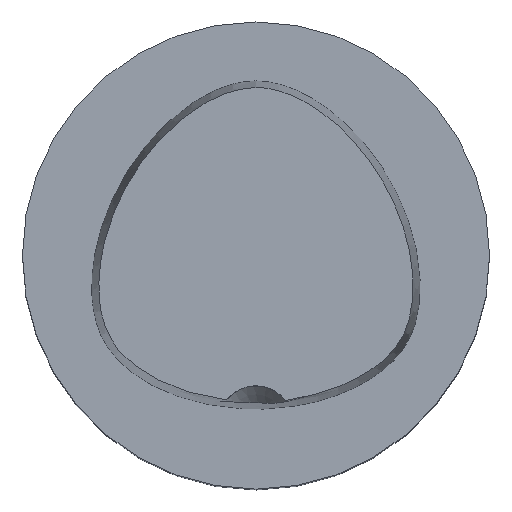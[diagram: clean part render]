
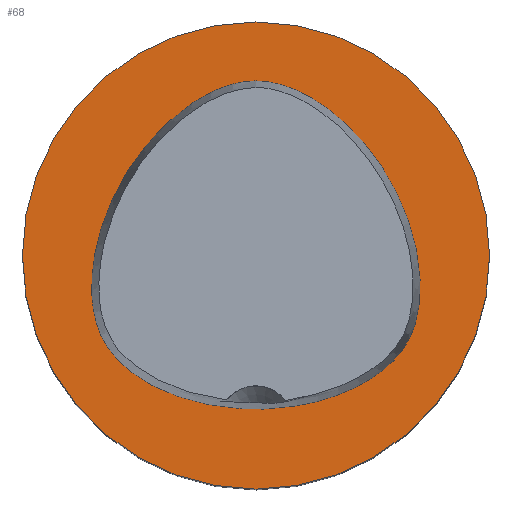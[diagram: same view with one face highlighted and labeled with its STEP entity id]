
A CAD part, top view. The second image highlights one B-rep face of the part: STEP entity #68.
In plain terms, the highlighted planar face has unit normal (0, 0, 1).
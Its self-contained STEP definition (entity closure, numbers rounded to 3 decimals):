
#43=EDGE_CURVE('240[2]',#105,#105,#106,.T.);
#60=EDGE_CURVE('240[2]',#130,#130,#131,.T.);
#68=ADVANCED_FACE('240[2]',(#141,#142),#143,.T.);
#105=VERTEX_POINT('',#175);
#106=B_SPLINE_CURVE_WITH_KNOTS('',3,(#176,#177,#178,#179,#180,#181,#182,#183,#184,#185,#186,#187,#188,#189,#190,#191,#192,#193,#194,#195,#196,#197,#198,#199,#200,#201,#202,#203,#204,#205,#206,#207,#208,#209,#210,#211,#212,#213,#214,#215,#216,#217,#218,#219,#220,#221,#222,#223,#224,#225,#226,#227,#228,#229,#230,#231,#232,#233,#234,#235,#236,#237,#238,#239,#240,#241,#242,#243,#244,#245,#246,#247,#248,#249,#250,#251,#252,#253,#254,#255,#256,#257,#258,#259,#260,#261,#262,#263,#264,#265,#266,#267,#268,#269,#270,#271),.UNSPECIFIED.,.T.,.F.,(4,2,2,2,2,2,2,2,2,2,2,2,2,2,2,2,2,2,2,2,2,2,2,2,2,2,2,2,2,2,2,2,2,2,2,2,2,2,2,2,2,2,2,2,2,2,2,4),(0.0,0.,0.023,0.046,0.069,0.091,0.112,0.133,0.153,0.173,0.194,0.214,0.236,0.257,0.28,0.302,0.326,0.349,0.372,0.395,0.417,0.438,0.459,0.48,0.5,0.52,0.541,0.562,0.583,0.605,0.628,0.651,0.674,0.698,0.72,0.743,0.764,0.786,0.806,0.827,0.847,0.867,0.888,0.909,0.931,0.954,0.977,1.0),.UNSPECIFIED.);
#130=VERTEX_POINT('',#307);
#131=CIRCLE('',#308,25.0);
#141=FACE_BOUND('',#321,.T.);
#142=FACE_OUTER_BOUND('',#322,.T.);
#143=PLANE('',#323);
#175=CARTESIAN_POINT('',(0.001,18.694,0.0));
#176=CARTESIAN_POINT('',(0.001,18.694,0.0));
#177=CARTESIAN_POINT('',(0.011,18.694,0.0));
#178=CARTESIAN_POINT('',(0.02,18.694,0.0));
#179=CARTESIAN_POINT('',(0.871,18.695,0.0));
#180=CARTESIAN_POINT('',(1.713,18.556,0.0));
#181=CARTESIAN_POINT('',(3.347,18.108,0.0));
#182=CARTESIAN_POINT('',(4.138,17.797,0.0));
#183=CARTESIAN_POINT('',(5.644,17.061,0.0));
#184=CARTESIAN_POINT('',(6.361,16.639,0.0));
#185=CARTESIAN_POINT('',(7.712,15.718,0.0));
#186=CARTESIAN_POINT('',(8.348,15.221,0.0));
#187=CARTESIAN_POINT('',(9.549,14.18,0.0));
#188=CARTESIAN_POINT('',(10.114,13.638,0.0));
#189=CARTESIAN_POINT('',(11.179,12.514,0.0));
#190=CARTESIAN_POINT('',(11.678,11.934,0.0));
#191=CARTESIAN_POINT('',(12.616,10.742,0.0));
#192=CARTESIAN_POINT('',(13.055,10.13,0.0));
#193=CARTESIAN_POINT('',(13.877,8.876,0.0));
#194=CARTESIAN_POINT('',(14.26,8.233,0.0));
#195=CARTESIAN_POINT('',(14.972,6.916,0.0));
#196=CARTESIAN_POINT('',(15.3,6.242,0.0));
#197=CARTESIAN_POINT('',(15.902,4.857,0.0));
#198=CARTESIAN_POINT('',(16.174,4.147,0.0));
#199=CARTESIAN_POINT('',(16.658,2.689,0.0));
#200=CARTESIAN_POINT('',(16.869,1.941,0.0));
#201=CARTESIAN_POINT('',(17.218,0.406,0.0));
#202=CARTESIAN_POINT('',(17.354,-0.381,0.0));
#203=CARTESIAN_POINT('',(17.542,-1.99,0.0));
#204=CARTESIAN_POINT('',(17.59,-2.813,0.0));
#205=CARTESIAN_POINT('',(17.564,-4.476,0.0));
#206=CARTESIAN_POINT('',(17.486,-5.317,0.0));
#207=CARTESIAN_POINT('',(17.171,-6.985,0.0));
#208=CARTESIAN_POINT('',(16.933,-7.811,0.0));
#209=CARTESIAN_POINT('',(16.223,-9.36,0.0));
#210=CARTESIAN_POINT('',(15.753,-10.083,0.0));
#211=CARTESIAN_POINT('',(14.646,-11.379,0.0));
#212=CARTESIAN_POINT('',(14.011,-11.953,0.0));
#213=CARTESIAN_POINT('',(12.665,-12.971,0.0));
#214=CARTESIAN_POINT('',(11.955,-13.418,0.0));
#215=CARTESIAN_POINT('',(10.5,-14.197,0.0));
#216=CARTESIAN_POINT('',(9.758,-14.532,0.0));
#217=CARTESIAN_POINT('',(8.263,-15.113,0.0));
#218=CARTESIAN_POINT('',(7.511,-15.361,0.0));
#219=CARTESIAN_POINT('',(6.005,-15.774,0.0));
#220=CARTESIAN_POINT('',(5.251,-15.94,0.0));
#221=CARTESIAN_POINT('',(3.745,-16.178,0.0));
#222=CARTESIAN_POINT('',(2.993,-16.252,0.0));
#223=CARTESIAN_POINT('',(1.489,-16.39,0.0));
#224=CARTESIAN_POINT('',(0.738,-16.454,0.0));
#225=CARTESIAN_POINT('',(-0.759,-16.454,0.0));
#226=CARTESIAN_POINT('',(-1.505,-16.392,0.0));
#227=CARTESIAN_POINT('',(-3.002,-16.253,0.0));
#228=CARTESIAN_POINT('',(-3.753,-16.176,0.0));
#229=CARTESIAN_POINT('',(-5.259,-15.935,0.0));
#230=CARTESIAN_POINT('',(-6.013,-15.769,0.0));
#231=CARTESIAN_POINT('',(-7.522,-15.364,0.0));
#232=CARTESIAN_POINT('',(-8.275,-15.122,0.0));
#233=CARTESIAN_POINT('',(-9.771,-14.545,0.0));
#234=CARTESIAN_POINT('',(-10.514,-14.208,0.0));
#235=CARTESIAN_POINT('',(-11.964,-13.421,0.0));
#236=CARTESIAN_POINT('',(-12.67,-12.968,0.0));
#237=CARTESIAN_POINT('',(-14.011,-11.942,0.0));
#238=CARTESIAN_POINT('',(-14.644,-11.366,0.0));
#239=CARTESIAN_POINT('',(-15.747,-10.068,0.0));
#240=CARTESIAN_POINT('',(-16.217,-9.345,0.0));
#241=CARTESIAN_POINT('',(-16.93,-7.799,0.0));
#242=CARTESIAN_POINT('',(-17.173,-6.976,0.0));
#243=CARTESIAN_POINT('',(-17.495,-5.311,0.0));
#244=CARTESIAN_POINT('',(-17.574,-4.469,0.0));
#245=CARTESIAN_POINT('',(-17.598,-2.805,0.0));
#246=CARTESIAN_POINT('',(-17.546,-1.982,0.0));
#247=CARTESIAN_POINT('',(-17.353,-0.374,0.0));
#248=CARTESIAN_POINT('',(-17.214,0.413,0.0));
#249=CARTESIAN_POINT('',(-16.864,1.947,0.0));
#250=CARTESIAN_POINT('',(-16.655,2.696,0.0));
#251=CARTESIAN_POINT('',(-16.172,4.154,0.0));
#252=CARTESIAN_POINT('',(-15.9,4.864,0.0));
#253=CARTESIAN_POINT('',(-15.298,6.248,0.0));
#254=CARTESIAN_POINT('',(-14.969,6.923,0.0));
#255=CARTESIAN_POINT('',(-14.256,8.24,0.0));
#256=CARTESIAN_POINT('',(-13.873,8.882,0.0));
#257=CARTESIAN_POINT('',(-13.052,10.136,0.0));
#258=CARTESIAN_POINT('',(-12.612,10.748,0.0));
#259=CARTESIAN_POINT('',(-11.674,11.94,0.0));
#260=CARTESIAN_POINT('',(-11.173,12.519,0.0));
#261=CARTESIAN_POINT('',(-10.107,13.641,0.0));
#262=CARTESIAN_POINT('',(-9.541,14.183,0.0));
#263=CARTESIAN_POINT('',(-8.337,15.22,0.0));
#264=CARTESIAN_POINT('',(-7.7,15.714,0.0));
#265=CARTESIAN_POINT('',(-6.351,16.64,0.0));
#266=CARTESIAN_POINT('',(-5.639,17.071,0.0));
#267=CARTESIAN_POINT('',(-4.137,17.815,0.0));
#268=CARTESIAN_POINT('',(-3.346,18.127,0.0));
#269=CARTESIAN_POINT('',(-1.703,18.565,0.0));
#270=CARTESIAN_POINT('',(-0.849,18.69,0.0));
#271=CARTESIAN_POINT('',(0.001,18.694,0.0));
#307=CARTESIAN_POINT('',(0.,25.0,0.));
#308=AXIS2_PLACEMENT_3D('',#827,#828,#829);
#321=EDGE_LOOP('',(#842));
#322=EDGE_LOOP('',(#843));
#323=AXIS2_PLACEMENT_3D('',#844,#845,#846);
#827=CARTESIAN_POINT('',(0.0,0.0,0.0));
#828=DIRECTION('',(0.,0.,-1.0));
#829=DIRECTION('',(0.,1.0,0.));
#842=ORIENTED_EDGE('',*,*,#43,.T.);
#843=ORIENTED_EDGE('',*,*,#60,.F.);
#844=CARTESIAN_POINT('',(0.,12.5,0.));
#845=DIRECTION('',(0.,0.,1.0));
#846=DIRECTION('',(1.0,0.,0.0));
